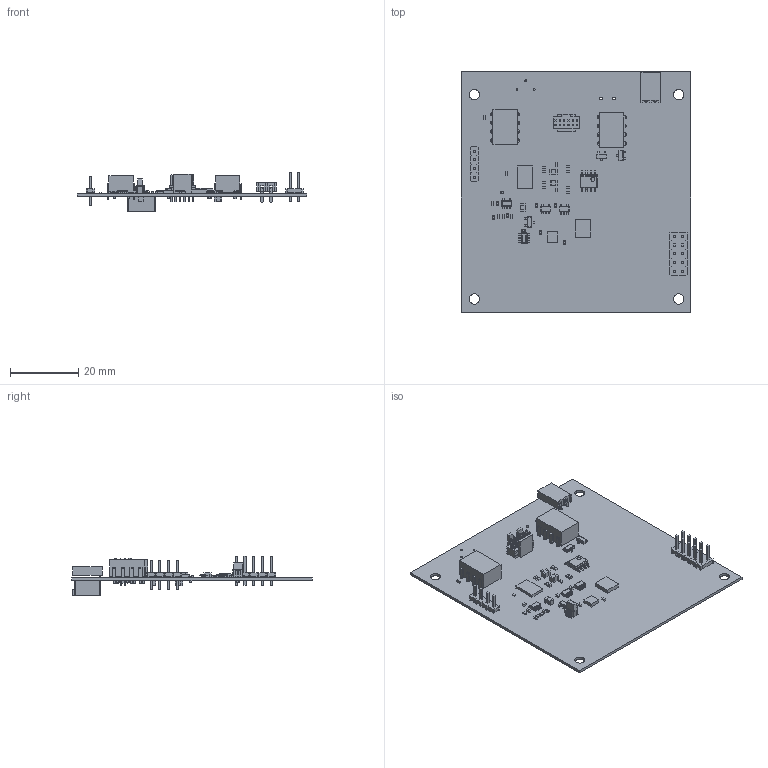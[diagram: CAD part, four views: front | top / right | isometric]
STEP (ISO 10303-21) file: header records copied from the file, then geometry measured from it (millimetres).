
FILE_DESCRIPTION(('Open CASCADE Model'),'2;1');
FILE_NAME('Open CASCADE Shape Model','2017-10-17T09:30:46',('Author'),( 'Open CASCADE'),'Open CASCADE STEP processor 6.8','Open CASCADE 6.8' ,'Unknown');
FILE_SCHEMA(('AUTOMOTIVE_DESIGN { 1 0 10303 214 1 1 1 1 }'));
Length unit declared in the file: millimetre
Products named in the file (144): PCB; Board; R18; 987511920; Extruded; 987512056; U6; 948624288; Body; Open_CASCADE_STEP_translator_6.8_2.1.1; Leader; C20; 847875480; 847875616; C16; 987513008; C12; C5; C1; C2; C3; C4; C6; C7; 987513144; 987513280; C8; 987512736; 987512872; C9; C10; 987512464; 987512600; C11; C13; C14; C15; C17; C18; P1 ...
Assembly tree (311 placements, depth 6):
  PCB
    Board
    R18
      987511920  x2
        Extruded
      987512056
        Extruded
    U6
      948624288
        Body
          Open_CASCADE_STEP_translator_6.8_2.1.1
        Leader  x6
    C20
      847875480  x2
        Extruded
      847875616
        Extruded
    C16
      987513008  x2
        Extruded
      847875616
        Extruded
    C12
      987513008  x2
        Extruded
      847875616
        Extruded
    C5
      847875480  x2
        Extruded
      847875616
        Extruded
    C1
      847875616
        Extruded
      847875480  x2
        Extruded
    C2
      847875616
        Extruded
      987513008  x2
        Extruded
    C3
      847875616
        Extruded
      847875480  x2
        Extruded
    C4
      847875616
        Extruded
      847875480  x2
        Extruded
    C6
      847875480  x2
        Extruded
      847875616
        Extruded
    C7
      987513144
        Extruded
Bounding box: 67 x 70.12 x 11.6 mm (x, y, z)
Volume: 5991.3 mm3; surface area: 13556.4 mm2
Topology: 229 solids, 229 shells, 2908 faces, 6599 edges, 4152 vertices
Faces by surface type: plane 2404, cylinder 406, sphere 66, bspline 32
Full cylindrical faces by diameter (mm): 0.508 x3, 0.566 x12, 0.762 x2, 0.9 x16, 0.91 x16, 3 x4
Entity records: 54143 total; most frequent: CARTESIAN_POINT 10527, DIRECTION 6955, ORIENTED_EDGE 6814, EDGE_CURVE 3407, LINE 2915, VECTOR 2915, VERTEX_POINT 2120, AXIS2_PLACEMENT_3D 2020
